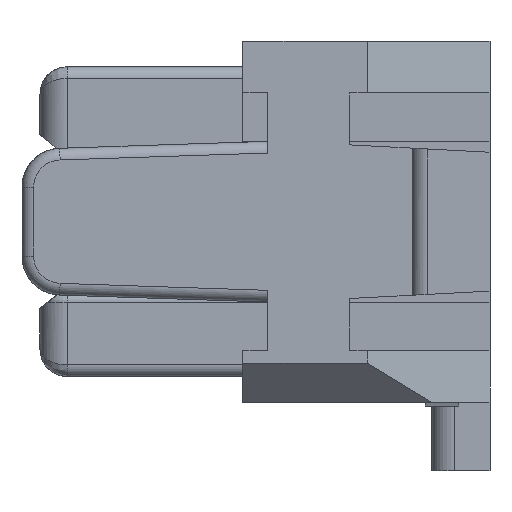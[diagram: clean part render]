
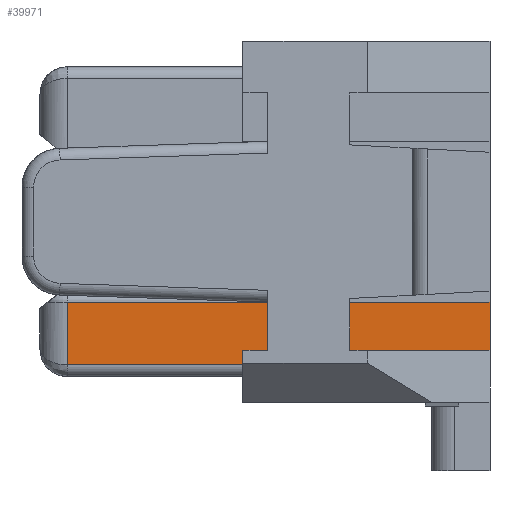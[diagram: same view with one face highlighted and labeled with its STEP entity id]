
A CAD part, front view. The second image highlights one B-rep face of the part: STEP entity #39971.
In plain terms, the highlighted planar face has unit normal (0, -1, 0).
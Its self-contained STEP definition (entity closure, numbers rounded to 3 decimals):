
#118 = VECTOR ( 'NONE', #17285, 1000. ) ;
#1605 = CARTESIAN_POINT ( 'NONE',  ( 0.35, -11.15, -1.03 ) ) ;
#3069 = VECTOR ( 'NONE', #35276, 1000. ) ;
#3384 = EDGE_CURVE ( 'NONE', #29821, #36806, #4016, .T. ) ;
#3619 = PLANE ( 'NONE',  #26825 ) ;
#4016 = LINE ( 'NONE', #15187, #3069 ) ;
#4526 = CARTESIAN_POINT ( 'NONE',  ( 5.77, -11.15, -1.03 ) ) ;
#5161 = LINE ( 'NONE', #32242, #41167 ) ;
#5722 = DIRECTION ( 'NONE',  ( 1., 0., 0. ) ) ;
#7705 = DIRECTION ( 'NONE',  ( 1., 0., 0. ) ) ;
#7891 = DIRECTION ( 'NONE',  ( 0., 0., -1. ) ) ;
#8919 = EDGE_CURVE ( 'NONE', #18048, #42032, #34758, .T. ) ;
#10120 = LINE ( 'NONE', #12368, #27589 ) ;
#10310 = FACE_OUTER_BOUND ( 'NONE', #43847, .T. ) ;
#10387 = EDGE_CURVE ( 'NONE', #12299, #25535, #27562, .T. ) ;
#10398 = CARTESIAN_POINT ( 'NONE',  ( 5.77, -11.15, -1.65 ) ) ;
#10870 = DIRECTION ( 'NONE',  ( 1., 0., 0. ) ) ;
#12111 = CARTESIAN_POINT ( 'NONE',  ( 0.35, -11.15, -1.835 ) ) ;
#12299 = VERTEX_POINT ( 'NONE', #28386 ) ;
#12368 = CARTESIAN_POINT ( 'NONE',  ( 2.6, -11.15, -1.65 ) ) ;
#13354 = ORIENTED_EDGE ( 'NONE', *, *, #38298, .T. ) ;
#15187 = CARTESIAN_POINT ( 'NONE',  ( 2.6, -11.15, -1.835 ) ) ;
#15608 = EDGE_CURVE ( 'NONE', #25535, #18048, #5161, .T. ) ;
#16102 = EDGE_CURVE ( 'NONE', #36806, #42032, #10120, .T. ) ;
#16790 = EDGE_CURVE ( 'NONE', #12299, #42217, #48411, .T. ) ;
#17285 = DIRECTION ( 'NONE',  ( 1., 0., 0. ) ) ;
#17362 = VECTOR ( 'NONE', #7891, 1000. ) ;
#17676 = LINE ( 'NONE', #51194, #118 ) ;
#18048 = VERTEX_POINT ( 'NONE', #19893 ) ;
#18188 = ORIENTED_EDGE ( 'NONE', *, *, #3384, .T. ) ;
#19893 = CARTESIAN_POINT ( 'NONE',  ( 5.77, -11.15, -1.03 ) ) ;
#21488 = ORIENTED_EDGE ( 'NONE', *, *, #15608, .F. ) ;
#23327 = CARTESIAN_POINT ( 'NONE',  ( 0., -11.15, 0. ) ) ;
#23938 = ORIENTED_EDGE ( 'NONE', *, *, #8919, .F. ) ;
#25535 = VERTEX_POINT ( 'NONE', #32178 ) ;
#26825 = AXIS2_PLACEMENT_3D ( 'NONE', #23327, #34735, #7705 ) ;
#27487 = CARTESIAN_POINT ( 'NONE',  ( 2.6, -11.15, -1.835 ) ) ;
#27562 = LINE ( 'NONE', #1605, #45139 ) ;
#27589 = VECTOR ( 'NONE', #48980, 1000. ) ;
#28386 = CARTESIAN_POINT ( 'NONE',  ( 0.35, -11.15, -1.03 ) ) ;
#29821 = VERTEX_POINT ( 'NONE', #27487 ) ;
#30948 = VECTOR ( 'NONE', #45558, 1000. ) ;
#32178 = CARTESIAN_POINT ( 'NONE',  ( 2.6, -11.15, -1.03 ) ) ;
#32242 = CARTESIAN_POINT ( 'NONE',  ( 2.6, -11.15, -1.03 ) ) ;
#34735 = DIRECTION ( 'NONE',  ( 0., 1., 0. ) ) ;
#34758 = LINE ( 'NONE', #4526, #17362 ) ;
#35276 = DIRECTION ( 'NONE',  ( 0., 0., 1. ) ) ;
#36806 = VERTEX_POINT ( 'NONE', #47620 ) ;
#37136 = CARTESIAN_POINT ( 'NONE',  ( 0.35, -11.15, -1.03 ) ) ;
#38298 = EDGE_CURVE ( 'NONE', #42217, #29821, #17676, .T. ) ;
#39971 = ADVANCED_FACE ( 'NONE', ( #10310 ), #3619, .F. ) ;
#41167 = VECTOR ( 'NONE', #10870, 1000. ) ;
#42032 = VERTEX_POINT ( 'NONE', #10398 ) ;
#42217 = VERTEX_POINT ( 'NONE', #12111 ) ;
#43847 = EDGE_LOOP ( 'NONE', ( #46244, #13354, #18188, #49127, #23938, #21488, #50617 ) ) ;
#45139 = VECTOR ( 'NONE', #5722, 1000. ) ;
#45558 = DIRECTION ( 'NONE',  ( 0., 0., -1. ) ) ;
#46244 = ORIENTED_EDGE ( 'NONE', *, *, #16790, .T. ) ;
#47620 = CARTESIAN_POINT ( 'NONE',  ( 2.6, -11.15, -1.65 ) ) ;
#48411 = LINE ( 'NONE', #37136, #30948 ) ;
#48980 = DIRECTION ( 'NONE',  ( 1., 0., 0. ) ) ;
#49127 = ORIENTED_EDGE ( 'NONE', *, *, #16102, .T. ) ;
#50617 = ORIENTED_EDGE ( 'NONE', *, *, #10387, .F. ) ;
#51194 = CARTESIAN_POINT ( 'NONE',  ( 0.35, -11.15, -1.835 ) ) ;
